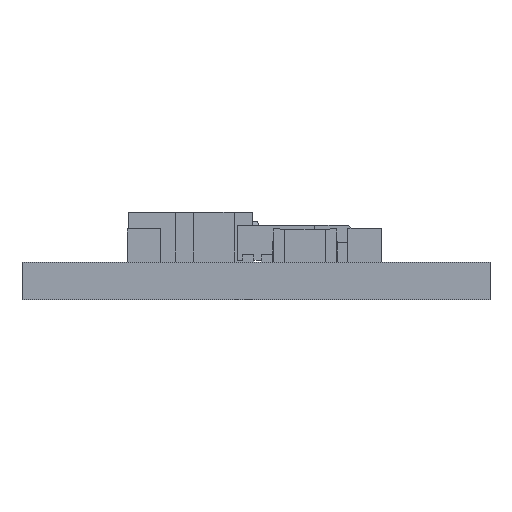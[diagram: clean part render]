
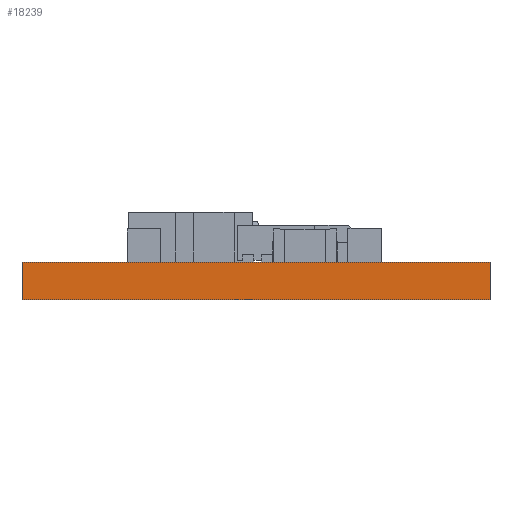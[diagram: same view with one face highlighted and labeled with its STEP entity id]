
A CAD part, front view. The second image highlights one B-rep face of the part: STEP entity #18239.
In plain terms, the highlighted planar face has unit normal (0, -1, 0).
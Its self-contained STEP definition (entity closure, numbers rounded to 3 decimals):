
#803 = CARTESIAN_POINT ( 'NONE',  ( 0., 0., 1.016 ) ) ;
#3095 = LINE ( 'NONE', #9392, #35446 ) ;
#3329 = VERTEX_POINT ( 'NONE', #27913 ) ;
#3447 = EDGE_CURVE ( 'NONE', #10706, #9762, #32089, .T. ) ;
#3820 = VERTEX_POINT ( 'NONE', #803 ) ;
#4315 = ORIENTED_EDGE ( 'NONE', *, *, #20106, .T. ) ;
#5945 = DIRECTION ( 'NONE',  ( 1., 0., 0. ) ) ;
#8471 = CARTESIAN_POINT ( 'NONE',  ( 0., 0., 1.016 ) ) ;
#8989 = LINE ( 'NONE', #8471, #31643 ) ;
#9392 = CARTESIAN_POINT ( 'NONE',  ( 12.7, 0., 1.016 ) ) ;
#9668 = ORIENTED_EDGE ( 'NONE', *, *, #20360, .F. ) ;
#9762 = VERTEX_POINT ( 'NONE', #21414 ) ;
#9936 = FACE_OUTER_BOUND ( 'NONE', #27892, .T. ) ;
#10706 = VERTEX_POINT ( 'NONE', #13957 ) ;
#11187 = VECTOR ( 'NONE', #16805, 1000. ) ;
#12131 = VECTOR ( 'NONE', #25406, 1000. ) ;
#13957 = CARTESIAN_POINT ( 'NONE',  ( 0., 0., 0. ) ) ;
#14508 = DIRECTION ( 'NONE',  ( 0., 1., 0. ) ) ;
#14749 = DIRECTION ( 'NONE',  ( 0., 0., -1. ) ) ;
#15359 = ORIENTED_EDGE ( 'NONE', *, *, #3447, .T. ) ;
#16400 = AXIS2_PLACEMENT_3D ( 'NONE', #25482, #14508, #28735 ) ;
#16805 = DIRECTION ( 'NONE',  ( 1., 0., 0. ) ) ;
#17049 = ORIENTED_EDGE ( 'NONE', *, *, #36390, .F. ) ;
#17199 = LINE ( 'NONE', #29026, #12131 ) ;
#18239 = ADVANCED_FACE ( 'NONE', ( #9936 ), #21660, .F. ) ;
#20106 = EDGE_CURVE ( 'NONE', #3820, #10706, #17199, .T. ) ;
#20360 = EDGE_CURVE ( 'NONE', #3329, #9762, #3095, .T. ) ;
#21414 = CARTESIAN_POINT ( 'NONE',  ( 12.7, 0., 0. ) ) ;
#21660 = PLANE ( 'NONE',  #16400 ) ;
#25406 = DIRECTION ( 'NONE',  ( 0., 0., -1. ) ) ;
#25482 = CARTESIAN_POINT ( 'NONE',  ( 0., 0., 1.016 ) ) ;
#27892 = EDGE_LOOP ( 'NONE', ( #15359, #9668, #17049, #4315 ) ) ;
#27913 = CARTESIAN_POINT ( 'NONE',  ( 12.7, 0., 1.016 ) ) ;
#28735 = DIRECTION ( 'NONE',  ( 0., 0., 1. ) ) ;
#28849 = CARTESIAN_POINT ( 'NONE',  ( 0., 0., 0. ) ) ;
#29026 = CARTESIAN_POINT ( 'NONE',  ( 0., 0., 1.016 ) ) ;
#31643 = VECTOR ( 'NONE', #5945, 1000. ) ;
#32089 = LINE ( 'NONE', #28849, #11187 ) ;
#35446 = VECTOR ( 'NONE', #14749, 1000. ) ;
#36390 = EDGE_CURVE ( 'NONE', #3820, #3329, #8989, .T. ) ;
